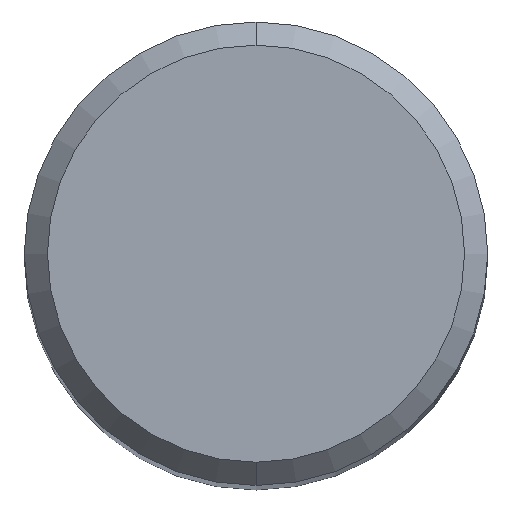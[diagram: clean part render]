
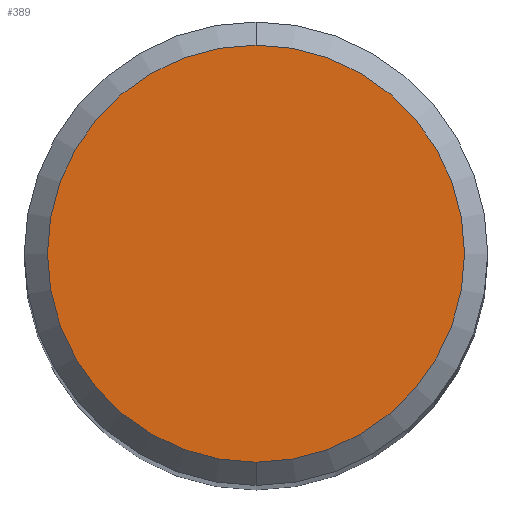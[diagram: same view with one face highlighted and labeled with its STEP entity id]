
A CAD part, top view. The second image highlights one B-rep face of the part: STEP entity #389.
In plain terms, the highlighted planar face has unit normal (0, 0, 1).
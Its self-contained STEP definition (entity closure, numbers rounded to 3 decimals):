
#187=EDGE_CURVE('',#375,#359,#494,.T.);
#349=EDGE_CURVE('',#359,#375,#676,.T.);
#359=VERTEX_POINT('',#686);
#375=VERTEX_POINT('',#704);
#389=ADVANCED_FACE('',(#718),#719,.T.);
#494=CIRCLE('',#829,4.5);
#676=CIRCLE('',#1247,4.5);
#686=CARTESIAN_POINT('',(0.,-4.5,0.0));
#704=CARTESIAN_POINT('',(0.0,4.5,0.0));
#718=FACE_OUTER_BOUND('',#1338,.T.);
#719=PLANE('',#1339);
#829=AXIS2_PLACEMENT_3D('',#1484,#1485,#1486);
#1247=AXIS2_PLACEMENT_3D('',#1713,#1714,#1715);
#1338=EDGE_LOOP('',(#1753,#1754));
#1339=AXIS2_PLACEMENT_3D('',#1755,#1756,#1757);
#1484=CARTESIAN_POINT('',(0.0,0.0,0.0));
#1485=DIRECTION('',(0.0,0.0,-1.0));
#1486=DIRECTION('',(0.0,1.0,0.0));
#1713=CARTESIAN_POINT('',(0.0,0.0,0.0));
#1714=DIRECTION('',(0.0,0.0,-1.0));
#1715=DIRECTION('',(0.0,1.0,0.0));
#1753=ORIENTED_EDGE('',*,*,#187,.F.);
#1754=ORIENTED_EDGE('',*,*,#349,.F.);
#1755=CARTESIAN_POINT('',(0.0,2.25,0.0));
#1756=DIRECTION('',(-0.0,0.0,1.0));
#1757=DIRECTION('',(0.0,-1.0,0.0));
